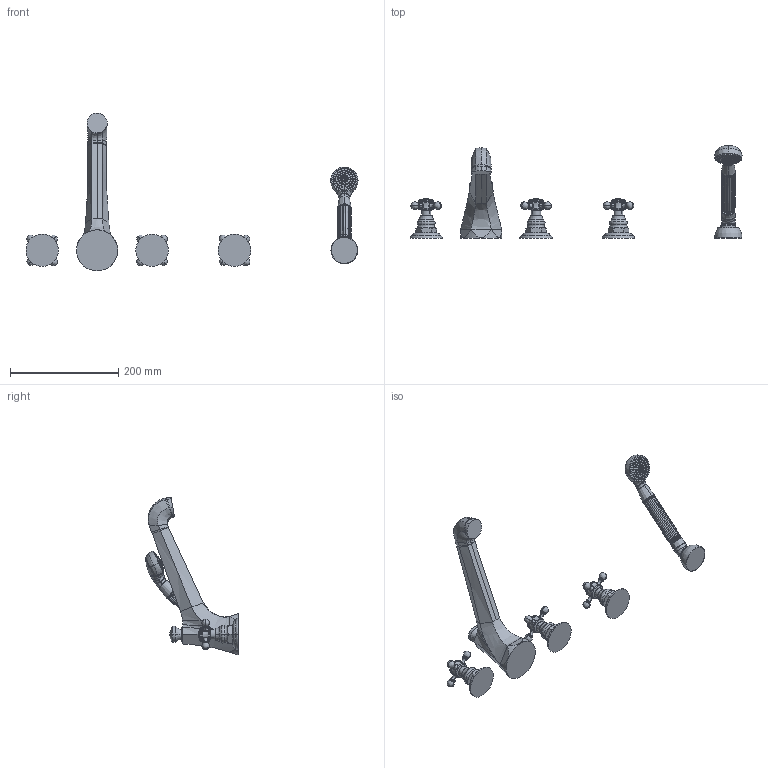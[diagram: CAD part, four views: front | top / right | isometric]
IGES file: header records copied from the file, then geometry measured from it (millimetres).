
Start section:  PTC IGES file: 3-927.igs
Global section: file name: 3-927.igs; native system: Creo Parametric by PTC Inc.; preprocessor: 2018400; author: jinson.thomas; organization: Unknown; date: 20210316.140254; units: inch
Bounding box: 614 x 171.14 x 291.69 mm (x, y, z)
Volume: 900007.8 mm3; surface area: 129777.9 mm2
Topology: 7 solids, 7 shells, 1075 faces, 2395 edges, 1397 vertices
Faces by surface type: revolution 663, bspline 404, extrusion 8
